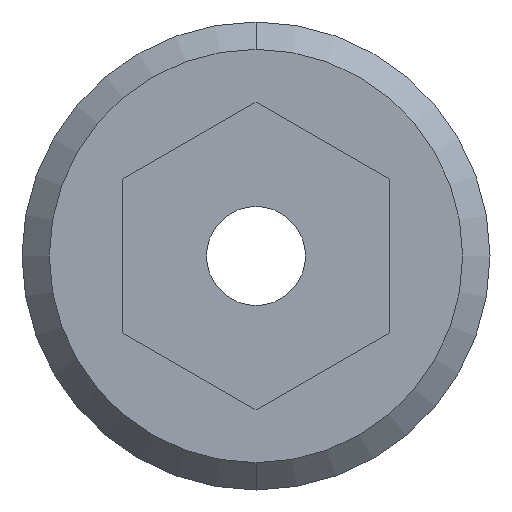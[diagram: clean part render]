
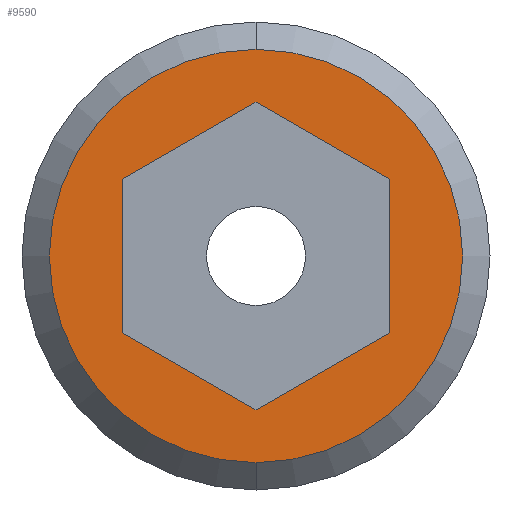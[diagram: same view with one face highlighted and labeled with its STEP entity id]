
A CAD part, left-side view. The second image highlights one B-rep face of the part: STEP entity #9590.
In plain terms, the highlighted planar face has unit normal (-1, 0, 0).
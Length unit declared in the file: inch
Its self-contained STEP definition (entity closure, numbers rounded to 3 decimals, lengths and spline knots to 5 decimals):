
#3996=CARTESIAN_POINT('',(-0.085,0.,0.));
#3997=DIRECTION('',(-1.,0.,0.));
#3998=DIRECTION('',(0.,1.,0.));
#3999=AXIS2_PLACEMENT_3D('',#3996,#3997,#3998);
#4014=DIRECTION('',(0.,0.5,0.866));
#4015=VECTOR('',#4014,0.04503);
#4016=CARTESIAN_POINT('',(-0.085,0.02252,-0.039));
#4017=LINE('',#4016,#4015);
#4018=DIRECTION('',(0.,1.,0.));
#4019=VECTOR('',#4018,0.04503);
#4020=CARTESIAN_POINT('',(-0.085,-0.02252,-0.039));
#4021=LINE('',#4020,#4019);
#4022=DIRECTION('',(0.,0.5,-0.866));
#4023=VECTOR('',#4022,0.04503);
#4024=CARTESIAN_POINT('',(-0.085,-0.04503,0.));
#4025=LINE('',#4024,#4023);
#4026=DIRECTION('',(0.,-0.5,-0.866));
#4027=VECTOR('',#4026,0.04503);
#4028=CARTESIAN_POINT('',(-0.085,-0.02252,0.039));
#4029=LINE('',#4028,#4027);
#4030=DIRECTION('',(0.,-1.,0.));
#4031=VECTOR('',#4030,0.04503);
#4032=CARTESIAN_POINT('',(-0.085,0.02252,0.039));
#4033=LINE('',#4032,#4031);
#4034=DIRECTION('',(0.,-0.5,0.866));
#4035=VECTOR('',#4034,0.04503);
#4036=CARTESIAN_POINT('',(-0.085,0.04503,0.));
#4037=LINE('',#4036,#4035);
#4038=CARTESIAN_POINT('',(-0.085,0.,0.));
#4039=DIRECTION('',(1.,0.,0.));
#4040=DIRECTION('',(0.,1.,0.));
#4041=AXIS2_PLACEMENT_3D('',#4038,#4039,#4040);
#4294=CARTESIAN_POINT('',(-0.085,0.0605,0.));
#4295=CARTESIAN_POINT('',(-0.085,-0.0605,0.));
#4296=VERTEX_POINT('',#4294);
#4297=VERTEX_POINT('',#4295);
#4314=CARTESIAN_POINT('',(-0.085,0.02252,-0.039));
#4315=CARTESIAN_POINT('',(-0.085,0.04503,0.));
#4316=VERTEX_POINT('',#4314);
#4317=VERTEX_POINT('',#4315);
#4318=CARTESIAN_POINT('',(-0.085,-0.02252,-0.039));
#4319=VERTEX_POINT('',#4318);
#4320=CARTESIAN_POINT('',(-0.085,-0.04503,0.));
#4321=VERTEX_POINT('',#4320);
#4322=CARTESIAN_POINT('',(-0.085,-0.02252,0.039));
#4323=VERTEX_POINT('',#4322);
#4324=CARTESIAN_POINT('',(-0.085,0.02252,0.039));
#4325=VERTEX_POINT('',#4324);
#9566=CARTESIAN_POINT('',(-0.085,0.,0.));
#9567=DIRECTION('',(1.,0.,0.));
#9568=DIRECTION('',(0.,-1.,0.));
#9569=AXIS2_PLACEMENT_3D('',#9566,#9567,#9568);
#9570=PLANE('',#9569);
#9571=ORIENTED_EDGE('',*,*,#9556,.F.);
#9573=ORIENTED_EDGE('',*,*,#9572,.T.);
#9574=EDGE_LOOP('',(#9571,#9573));
#9575=FACE_OUTER_BOUND('',#9574,.F.);
#9577=ORIENTED_EDGE('',*,*,#9576,.F.);
#9579=ORIENTED_EDGE('',*,*,#9578,.F.);
#9581=ORIENTED_EDGE('',*,*,#9580,.F.);
#9583=ORIENTED_EDGE('',*,*,#9582,.F.);
#9585=ORIENTED_EDGE('',*,*,#9584,.F.);
#9587=ORIENTED_EDGE('',*,*,#9586,.F.);
#9588=EDGE_LOOP('',(#9577,#9579,#9581,#9583,#9585,#9587));
#9589=FACE_BOUND('',#9588,.F.);
#4000=CIRCLE('',#3999,0.0605);
#4042=CIRCLE('',#4041,0.0605);
#9556=EDGE_CURVE('',#4296,#4297,#4000,.T.);
#9572=EDGE_CURVE('',#4296,#4297,#4042,.T.);
#9576=EDGE_CURVE('',#4316,#4317,#4017,.T.);
#9578=EDGE_CURVE('',#4319,#4316,#4021,.T.);
#9580=EDGE_CURVE('',#4321,#4319,#4025,.T.);
#9582=EDGE_CURVE('',#4323,#4321,#4029,.T.);
#9584=EDGE_CURVE('',#4325,#4323,#4033,.T.);
#9586=EDGE_CURVE('',#4317,#4325,#4037,.T.);
#9590=ADVANCED_FACE('',(#9575,#9589),#9570,.F.);
